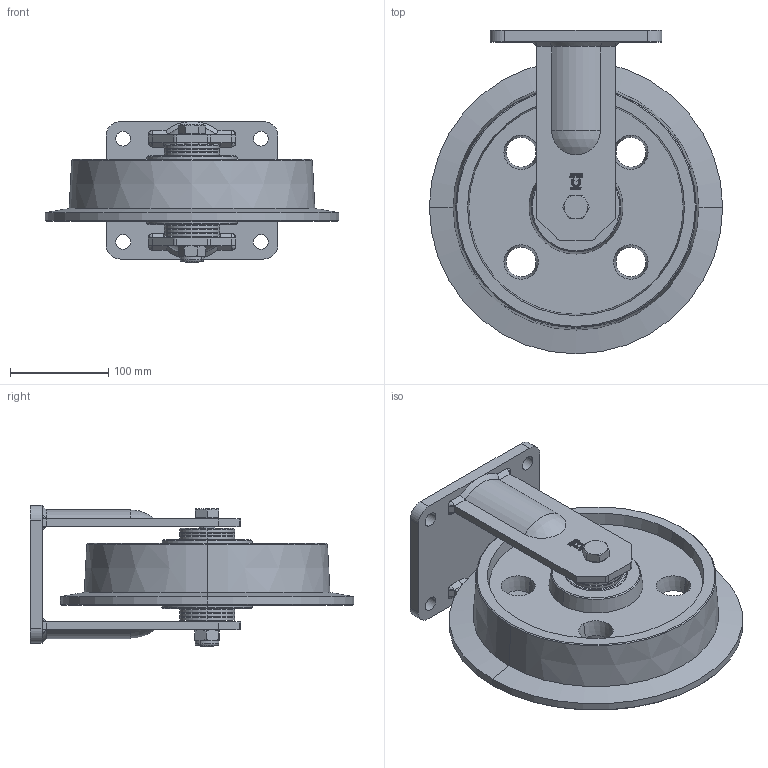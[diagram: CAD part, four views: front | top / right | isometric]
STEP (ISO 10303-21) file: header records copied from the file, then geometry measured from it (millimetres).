
FILE_DESCRIPTION (( 'STEP AP214' ), '1' );
FILE_NAME ('0032814_B-HB-SPG-250-K-GP_(A-01).step', '2020-02-04T06:58:23', ( '' ), ( '' ), 'SwSTEP 2.0', 'SolidWorks 2018', '' );
FILE_SCHEMA (( 'AUTOMOTIVE_DESIGN' ));
Length unit declared in the file: millimetre
Products named in the file (1): 0032814_B-HB-SPG-250-K-GP_(A-01)
Bounding box: 298.5 x 329.25 x 143.5 mm (x, y, z)
Volume: 2393138.3 mm3; surface area: 483885 mm2
Topology: 24 solids, 24 shells, 885 faces, 2199 edges, 1414 vertices
Faces by surface type: plane 379, bspline 230, cylinder 162, cone 66, torus 44, sphere 4
Entity records: 40586 total; most frequent: CARTESIAN_POINT 11522, ORIENTED_EDGE 4382, DIRECTION 3083, EDGE_CURVE 2191, VERTEX_POINT 1414, AXIS2_PLACEMENT_3D 1135, EDGE_LOOP 1007, UNCERTAINTY_MEASURE_WITH_UNIT 911
